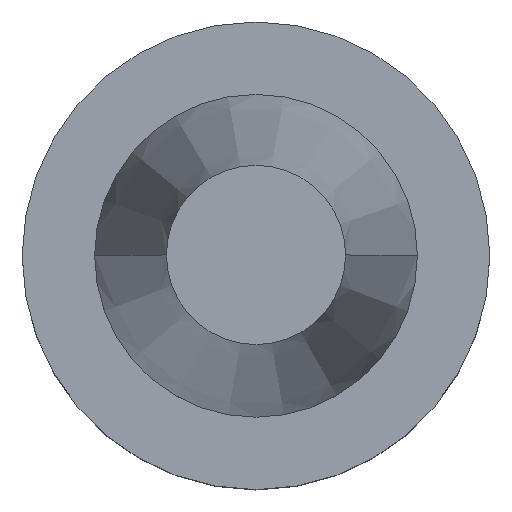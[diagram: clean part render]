
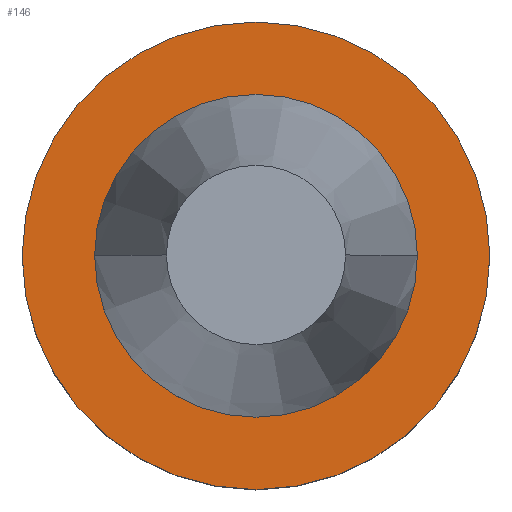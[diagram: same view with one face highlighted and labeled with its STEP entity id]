
A CAD part, top view. The second image highlights one B-rep face of the part: STEP entity #146.
In plain terms, the highlighted planar face has unit normal (0, 0, 1).
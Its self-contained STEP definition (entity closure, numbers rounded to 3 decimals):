
#53 = VERTEX_POINT ( 'NONE', #592 ) ;
#76 = DIRECTION ( 'NONE',  ( 1., 0., 0. ) ) ;
#91 = EDGE_LOOP ( 'NONE', ( #731, #763 ) ) ;
#97 = VERTEX_POINT ( 'NONE', #601 ) ;
#124 = AXIS2_PLACEMENT_3D ( 'NONE', #539, #420, #425 ) ;
#146 = ADVANCED_FACE ( 'NONE', ( #167, #461 ), #535, .F. ) ;
#155 = AXIS2_PLACEMENT_3D ( 'NONE', #684, #617, #76 ) ;
#167 = FACE_BOUND ( 'NONE', #729, .T. ) ;
#192 = DIRECTION ( 'NONE',  ( 1., 0., 0. ) ) ;
#194 = EDGE_CURVE ( 'NONE', #557, #97, #224, .T. ) ;
#221 = CARTESIAN_POINT ( 'NONE',  ( 23., 0., -0.5 ) ) ;
#224 = CIRCLE ( 'NONE', #619, 15.875 ) ;
#231 = AXIS2_PLACEMENT_3D ( 'NONE', #668, #674, #292 ) ;
#242 = CARTESIAN_POINT ( 'NONE',  ( 0., 0., -0.5 ) ) ;
#292 = DIRECTION ( 'NONE',  ( 1., 0., 0. ) ) ;
#306 = DIRECTION ( 'NONE',  ( 0., 0., 1. ) ) ;
#312 = ORIENTED_EDGE ( 'NONE', *, *, #194, .F. ) ;
#352 = CIRCLE ( 'NONE', #231, 23. ) ;
#386 = CARTESIAN_POINT ( 'NONE',  ( 0., 0., -0.5 ) ) ;
#402 = EDGE_CURVE ( 'NONE', #97, #557, #638, .T. ) ;
#420 = DIRECTION ( 'NONE',  ( 0., 0., -1. ) ) ;
#425 = DIRECTION ( 'NONE',  ( -1., 0., 0. ) ) ;
#461 = FACE_OUTER_BOUND ( 'NONE', #91, .T. ) ;
#498 = VERTEX_POINT ( 'NONE', #221 ) ;
#510 = CIRCLE ( 'NONE', #613, 23. ) ;
#535 = PLANE ( 'NONE',  #124 ) ;
#539 = CARTESIAN_POINT ( 'NONE',  ( 0., 23., -0.5 ) ) ;
#557 = VERTEX_POINT ( 'NONE', #642 ) ;
#592 = CARTESIAN_POINT ( 'NONE',  ( -23., 0., -0.5 ) ) ;
#601 = CARTESIAN_POINT ( 'NONE',  ( -15.875, 0., -0.5 ) ) ;
#613 = AXIS2_PLACEMENT_3D ( 'NONE', #242, #306, #721 ) ;
#617 = DIRECTION ( 'NONE',  ( 0., 0., 1. ) ) ;
#619 = AXIS2_PLACEMENT_3D ( 'NONE', #386, #623, #192 ) ;
#623 = DIRECTION ( 'NONE',  ( 0., 0., 1. ) ) ;
#638 = CIRCLE ( 'NONE', #155, 15.875 ) ;
#642 = CARTESIAN_POINT ( 'NONE',  ( 15.875, 0., -0.5 ) ) ;
#643 = EDGE_CURVE ( 'NONE', #53, #498, #510, .T. ) ;
#668 = CARTESIAN_POINT ( 'NONE',  ( 0., 0., -0.5 ) ) ;
#674 = DIRECTION ( 'NONE',  ( 0., 0., 1. ) ) ;
#684 = CARTESIAN_POINT ( 'NONE',  ( 0., 0., -0.5 ) ) ;
#721 = DIRECTION ( 'NONE',  ( 1., 0., 0. ) ) ;
#729 = EDGE_LOOP ( 'NONE', ( #312, #774 ) ) ;
#731 = ORIENTED_EDGE ( 'NONE', *, *, #765, .T. ) ;
#763 = ORIENTED_EDGE ( 'NONE', *, *, #643, .T. ) ;
#765 = EDGE_CURVE ( 'NONE', #498, #53, #352, .T. ) ;
#774 = ORIENTED_EDGE ( 'NONE', *, *, #402, .F. ) ;
